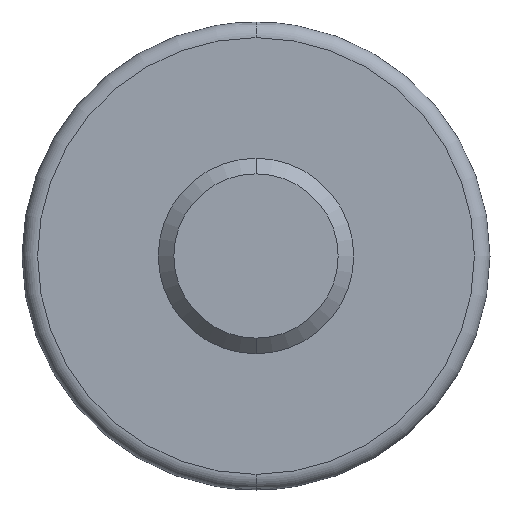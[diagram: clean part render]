
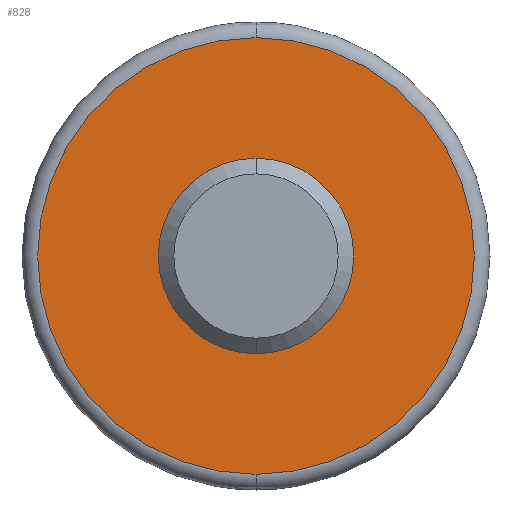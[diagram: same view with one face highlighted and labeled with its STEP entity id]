
A CAD part, front view. The second image highlights one B-rep face of the part: STEP entity #828.
In plain terms, the highlighted planar face has unit normal (0, -1, 0).
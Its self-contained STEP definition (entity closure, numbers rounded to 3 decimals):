
#10 = CARTESIAN_POINT ( 'NONE',  ( 0., 38., 0. ) ) ;
#40 = CARTESIAN_POINT ( 'NONE',  ( 0., 38., -6.25 ) ) ;
#43 = VERTEX_POINT ( 'NONE', #72 ) ;
#72 = CARTESIAN_POINT ( 'NONE',  ( 0., 38., 6.25 ) ) ;
#112 = FACE_BOUND ( 'NONE', #296, .T. ) ;
#115 = DIRECTION ( 'NONE',  ( 0., -1., 0. ) ) ;
#126 = AXIS2_PLACEMENT_3D ( 'NONE', #10, #511, #372 ) ;
#163 = ORIENTED_EDGE ( 'NONE', *, *, #795, .T. ) ;
#192 = VERTEX_POINT ( 'NONE', #40 ) ;
#215 = CARTESIAN_POINT ( 'NONE',  ( 0., 38., -13.964 ) ) ;
#225 = ORIENTED_EDGE ( 'NONE', *, *, #748, .F. ) ;
#259 = VERTEX_POINT ( 'NONE', #215 ) ;
#265 = DIRECTION ( 'NONE',  ( 0., 0., -1. ) ) ;
#279 = DIRECTION ( 'NONE',  ( 0., -1., 0. ) ) ;
#296 = EDGE_LOOP ( 'NONE', ( #225, #583 ) ) ;
#310 = DIRECTION ( 'NONE',  ( 0., -1., 0. ) ) ;
#321 = EDGE_CURVE ( 'NONE', #43, #192, #573, .T. ) ;
#372 = DIRECTION ( 'NONE',  ( 0., 0., -1. ) ) ;
#375 = DIRECTION ( 'NONE',  ( 0., 0., -1. ) ) ;
#386 = PLANE ( 'NONE',  #633 ) ;
#406 = CARTESIAN_POINT ( 'NONE',  ( 0., 38., 0. ) ) ;
#411 = AXIS2_PLACEMENT_3D ( 'NONE', #849, #115, #265 ) ;
#427 = ORIENTED_EDGE ( 'NONE', *, *, #673, .T. ) ;
#456 = DIRECTION ( 'NONE',  ( 0., -1., 0. ) ) ;
#477 = FACE_OUTER_BOUND ( 'NONE', #859, .T. ) ;
#490 = CIRCLE ( 'NONE', #521, 13.964 ) ;
#507 = CIRCLE ( 'NONE', #126, 6.25 ) ;
#511 = DIRECTION ( 'NONE',  ( 0., -1., 0. ) ) ;
#521 = AXIS2_PLACEMENT_3D ( 'NONE', #742, #310, #375 ) ;
#569 = VERTEX_POINT ( 'NONE', #884 ) ;
#573 = CIRCLE ( 'NONE', #747, 6.25 ) ;
#583 = ORIENTED_EDGE ( 'NONE', *, *, #321, .F. ) ;
#625 = CARTESIAN_POINT ( 'NONE',  ( 6.25, 38., 0. ) ) ;
#633 = AXIS2_PLACEMENT_3D ( 'NONE', #625, #456, #706 ) ;
#673 = EDGE_CURVE ( 'NONE', #259, #569, #490, .T. ) ;
#706 = DIRECTION ( 'NONE',  ( 0., 0., -1. ) ) ;
#740 = DIRECTION ( 'NONE',  ( 0., 0., -1. ) ) ;
#742 = CARTESIAN_POINT ( 'NONE',  ( 0., 38., 0. ) ) ;
#747 = AXIS2_PLACEMENT_3D ( 'NONE', #406, #279, #740 ) ;
#748 = EDGE_CURVE ( 'NONE', #192, #43, #507, .T. ) ;
#760 = CIRCLE ( 'NONE', #411, 13.964 ) ;
#795 = EDGE_CURVE ( 'NONE', #569, #259, #760, .T. ) ;
#828 = ADVANCED_FACE ( 'NONE', ( #477, #112 ), #386, .T. ) ;
#849 = CARTESIAN_POINT ( 'NONE',  ( 0., 38., 0. ) ) ;
#859 = EDGE_LOOP ( 'NONE', ( #427, #163 ) ) ;
#884 = CARTESIAN_POINT ( 'NONE',  ( 0., 38., 13.964 ) ) ;
